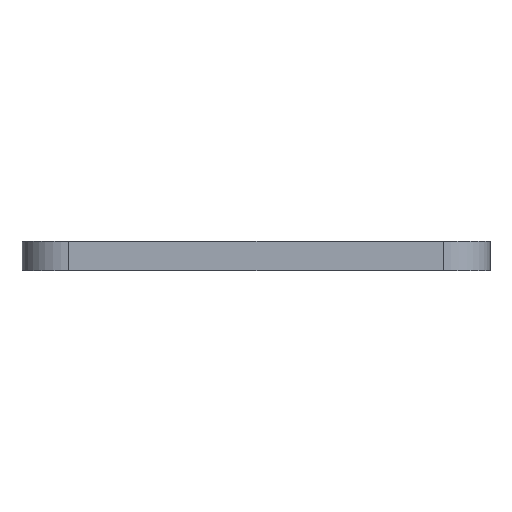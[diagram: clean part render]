
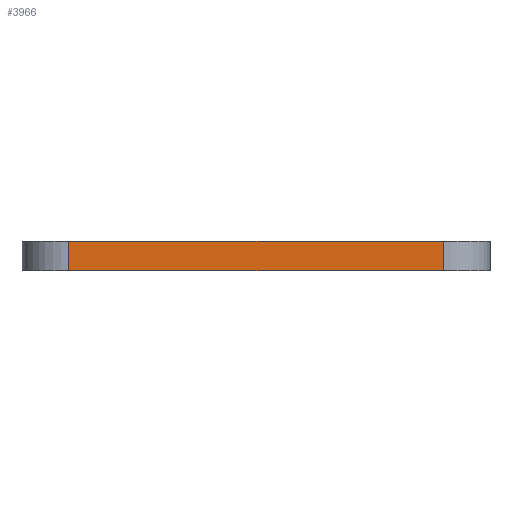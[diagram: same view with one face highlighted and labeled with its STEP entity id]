
A CAD part, left-side view. The second image highlights one B-rep face of the part: STEP entity #3966.
In plain terms, the highlighted planar face has unit normal (-1, 0, 0).
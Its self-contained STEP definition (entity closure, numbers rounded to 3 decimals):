
#252=PLANE('',#4423);
#712=FACE_OUTER_BOUND('',#967,.T.);
#967=EDGE_LOOP('',(#3630,#3631,#3632,#3633));
#1174=LINE('',#15952,#1374);
#1179=LINE('',#15993,#1379);
#1180=LINE('',#15996,#1380);
#1181=LINE('',#15997,#1381);
#1374=VECTOR('',#5446,10.);
#1379=VECTOR('',#5489,10.);
#1380=VECTOR('',#5492,10.);
#1381=VECTOR('',#5493,10.);
#1924=VERTEX_POINT('',#15949);
#1925=VERTEX_POINT('',#15951);
#1942=VERTEX_POINT('',#15991);
#1943=VERTEX_POINT('',#15995);
#2493=EDGE_CURVE('',#1925,#1924,#1174,.T.);
#2514=EDGE_CURVE('',#1925,#1942,#1179,.T.);
#2515=EDGE_CURVE('',#1943,#1924,#1180,.T.);
#2516=EDGE_CURVE('',#1942,#1943,#1181,.T.);
#3630=ORIENTED_EDGE('',*,*,#2514,.F.);
#3631=ORIENTED_EDGE('',*,*,#2493,.T.);
#3632=ORIENTED_EDGE('',*,*,#2515,.F.);
#3633=ORIENTED_EDGE('',*,*,#2516,.F.);
#3966=ADVANCED_FACE('',(#712),#252,.T.);
#4423=AXIS2_PLACEMENT_3D('',#15994,#5490,#5491);
#5446=DIRECTION('',(0.,-1.,0.));
#5489=DIRECTION('',(0.,0.,1.));
#5490=DIRECTION('center_axis',(-1.,0.,0.));
#5491=DIRECTION('ref_axis',(0.,-1.,0.));
#5492=DIRECTION('',(0.,0.,-1.));
#5493=DIRECTION('',(0.,-1.,0.));
#15949=CARTESIAN_POINT('',(-75.,-40.,0.));
#15951=CARTESIAN_POINT('',(-75.,40.,0.));
#15952=CARTESIAN_POINT('',(-75.,50.,0.));
#15991=CARTESIAN_POINT('',(-75.,40.,6.35));
#15993=CARTESIAN_POINT('',(-75.,40.,0.));
#15994=CARTESIAN_POINT('Origin',(-75.,50.,0.));
#15995=CARTESIAN_POINT('',(-75.,-40.,6.35));
#15996=CARTESIAN_POINT('',(-75.,-40.,0.));
#15997=CARTESIAN_POINT('',(-75.,50.,6.35));
